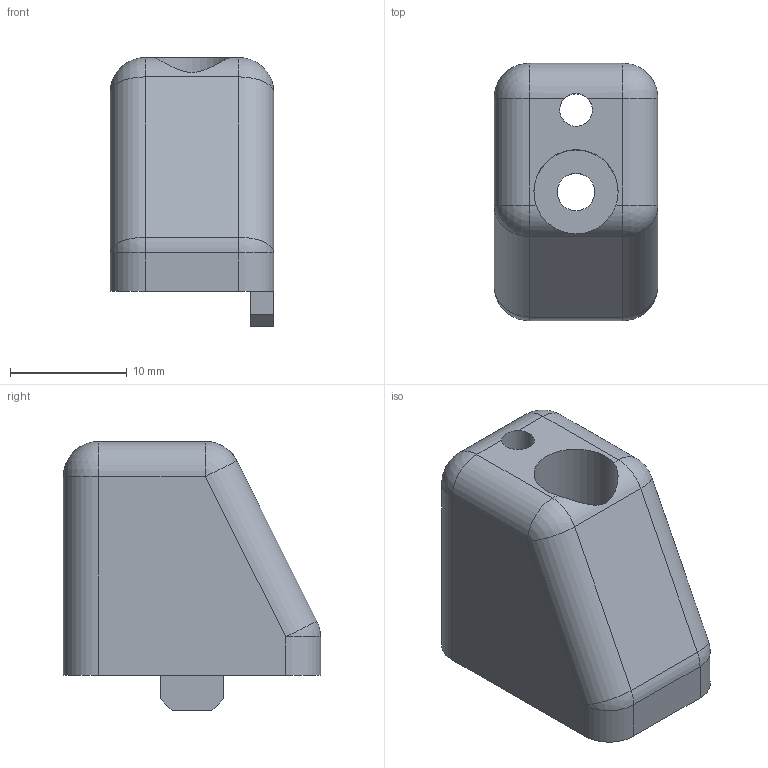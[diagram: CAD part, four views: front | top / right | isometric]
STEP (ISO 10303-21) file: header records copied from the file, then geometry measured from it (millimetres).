
FILE_DESCRIPTION(('FreeCAD Model'),'2;1');
FILE_NAME('Open CASCADE Shape Model','2022-01-08T21:48:41',('Author'),( ''),'Open CASCADE STEP processor 7.5','FreeCAD','Unknown');
FILE_SCHEMA(('AUTOMOTIVE_DESIGN { 1 0 10303 214 1 1 1 1 }'));
Length unit declared in the file: millimetre
Products named in the file (1): endstop-adj-holder
Bounding box: 14 x 22 x 23 mm (x, y, z)
Volume: 4237.7 mm3; surface area: 2251.4 mm2
Topology: 1 solids, 1 shells, 34 faces, 87 edges, 48 vertices
Faces by surface type: plane 14, cylinder 14, sphere 6
Full cylindrical faces by diameter (mm): 2.8 x1, 3.2 x1, 7.2 x1
Entity records: 2264 total; most frequent: CARTESIAN_POINT 602, DIRECTION 311, LINE 171, VECTOR 171, ORIENTED_EDGE 162, PCURVE 162, DEFINITIONAL_REPRESENTATION 162, EDGE_CURVE 81
